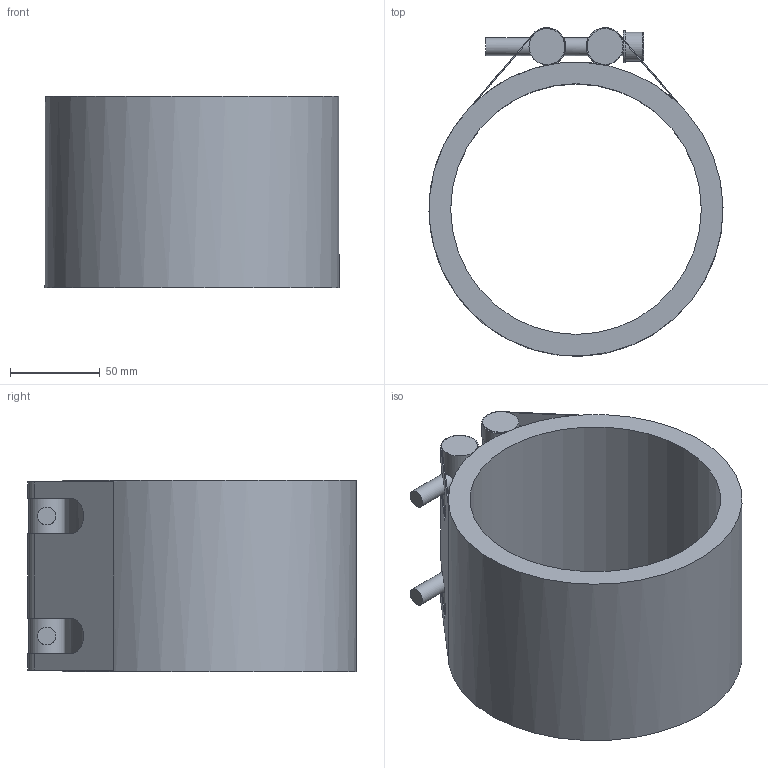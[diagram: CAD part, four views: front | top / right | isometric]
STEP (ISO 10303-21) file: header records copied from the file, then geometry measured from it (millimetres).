
FILE_DESCRIPTION(/* description */ (''),/* implementation_level */ '2;1');
FILE_NAME(/* name */ 'STRAUB FLEX 1L 139.7 mm.stp',/* time_stamp */ '2015-11-09T09:50:50+01:00',/* author */ ('BR_11K'),/* organization */ (''),/* preprocessor_version */ 'ST-DEVELOPER v15.2',/* originating_system */ 'Autodesk Inventor 2014',/* authorisation */ '');
FILE_SCHEMA (('AUTOMOTIVE_DESIGN { 1 0 10303 214 3 1 1 }'));
Length unit declared in the file: millimetre
Products named in the file (1): STRAUB FLEX 1L 139.7 mm
Bounding box: 164.19 x 183.45 x 107 mm (x, y, z)
Volume: 703025.9 mm3; surface area: 147692.2 mm2
Topology: 1 solids, 1 shells, 88 faces, 254 edges, 163 vertices
Faces by surface type: plane 56, cylinder 30, torus 2
Full cylindrical faces by diameter (mm): 10 x4, 16 x2, 18 x2, 20 x2, 140 x1, 164.2 x1
Entity records: 3056 total; most frequent: CARTESIAN_POINT 739, DIRECTION 476, ORIENTED_EDGE 460, EDGE_CURVE 226, AXIS2_PLACEMENT_3D 171, VERTEX_POINT 156, LINE 134, VECTOR 134
